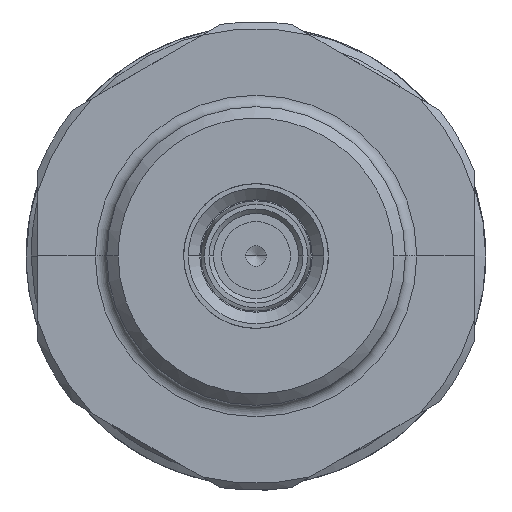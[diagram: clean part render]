
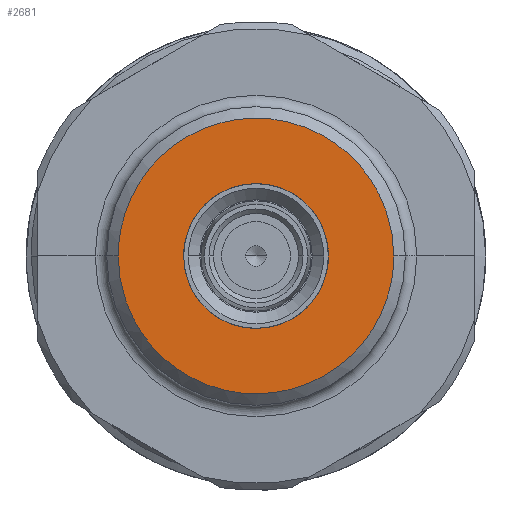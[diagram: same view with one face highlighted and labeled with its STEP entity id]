
A CAD part, left-side view. The second image highlights one B-rep face of the part: STEP entity #2681.
In plain terms, the highlighted planar face has unit normal (-1, 0, 0).
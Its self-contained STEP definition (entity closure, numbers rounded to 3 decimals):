
#70 = DIRECTION ( 'NONE',  ( 1., 0., 0. ) ) ;
#81 = CARTESIAN_POINT ( 'NONE',  ( -23., 1.936, -2.519 ) ) ;
#175 = PLANE ( 'NONE',  #3043 ) ;
#300 = CARTESIAN_POINT ( 'NONE',  ( -23., -1.552, 5.847 ) ) ;
#315 = CARTESIAN_POINT ( 'NONE',  ( -23., -3.15, 0.412 ) ) ;
#467 = CARTESIAN_POINT ( 'NONE',  ( -23., -0.788, 6. ) ) ;
#571 = CARTESIAN_POINT ( 'NONE',  ( -23., 3.686, -4.8 ) ) ;
#669 = VERTEX_POINT ( 'NONE', #4939 ) ;
#842 = FACE_BOUND ( 'NONE', #8744, .T. ) ;
#851 = CARTESIAN_POINT ( 'NONE',  ( -23., -2.752, -1.586 ) ) ;
#1110 = ORIENTED_EDGE ( 'NONE', *, *, #7660, .F. ) ;
#1179 = CARTESIAN_POINT ( 'NONE',  ( -23., -4.799, 3.686 ) ) ;
#1194 = CARTESIAN_POINT ( 'NONE',  ( -23., -0.412, 3.15 ) ) ;
#1295 = CARTESIAN_POINT ( 'NONE',  ( -23., 3.686, 4.8 ) ) ;
#1348 = CARTESIAN_POINT ( 'NONE',  ( -23., 3.15, 0. ) ) ;
#1553 = CARTESIAN_POINT ( 'NONE',  ( -23., -3.686, -4.799 ) ) ;
#1566 = CARTESIAN_POINT ( 'NONE',  ( -23., 3.068, 0.825 ) ) ;
#1785 = CARTESIAN_POINT ( 'NONE',  ( -23., 3.068, -0.825 ) ) ;
#1836 = EDGE_CURVE ( 'NONE', #6485, #3419, #10464, .T. ) ;
#1888 = CARTESIAN_POINT ( 'NONE',  ( -23., -1.586, -2.752 ) ) ;
#2006 = CARTESIAN_POINT ( 'NONE',  ( -23., 3.037, 5.231 ) ) ;
#2019 = CARTESIAN_POINT ( 'NONE',  ( -23., -0.825, 3.068 ) ) ;
#2173 = CARTESIAN_POINT ( 'NONE',  ( -23., -6., 0.788 ) ) ;
#2344 = CARTESIAN_POINT ( 'NONE',  ( -23., 3.15, 0.412 ) ) ;
#2524 = B_SPLINE_CURVE_WITH_KNOTS ( 'NONE', 3,
 ( #3972, #4021, #8962, #7314, #6495, #571, #4134, #9996, #4743, #5733, #9836, #10662, #1553, #9068, #4082, #6448, #8913, #7362 ),
 .UNSPECIFIED., .F., .F.,
 ( 4, 2, 2, 2, 2, 2, 2, 2, 4 ),
 ( 0.5, 0.562, 0.625, 0.687, 0.75, 0.812, 0.875, 0.938, 1. ),
 .UNSPECIFIED. ) ;
#2553 = CARTESIAN_POINT ( 'NONE',  ( -23., -0.412, -3.15 ) ) ;
#2681 = ADVANCED_FACE ( 'NONE', ( #842, #7697 ), #175, .F. ) ;
#2710 = CARTESIAN_POINT ( 'NONE',  ( -23., 0.825, -3.068 ) ) ;
#2882 = CARTESIAN_POINT ( 'NONE',  ( -23., 6., 0.788 ) ) ;
#2989 = CARTESIAN_POINT ( 'NONE',  ( -23., 1.551, 5.846 ) ) ;
#3043 = AXIS2_PLACEMENT_3D ( 'NONE', #7644, #70, #3368 ) ;
#3113 = CARTESIAN_POINT ( 'NONE',  ( -23., 1.936, 2.519 ) ) ;
#3368 = DIRECTION ( 'NONE',  ( 0., 1., 0. ) ) ;
#3419 = VERTEX_POINT ( 'NONE', #1348 ) ;
#3436 = CARTESIAN_POINT ( 'NONE',  ( -23., 3.15, -0.412 ) ) ;
#3487 = CARTESIAN_POINT ( 'NONE',  ( -23., 2.752, -1.586 ) ) ;
#3524 = CARTESIAN_POINT ( 'NONE',  ( -23., -3.15, 0. ) ) ;
#3666 = CARTESIAN_POINT ( 'NONE',  ( -23., -2.519, 1.936 ) ) ;
#3972 = CARTESIAN_POINT ( 'NONE',  ( -23., 6., 0. ) ) ;
#4021 = CARTESIAN_POINT ( 'NONE',  ( -23., 6., -0.788 ) ) ;
#4080 = CARTESIAN_POINT ( 'NONE',  ( -23., 6., 0. ) ) ;
#4082 = CARTESIAN_POINT ( 'NONE',  ( -23., -5.231, -3.037 ) ) ;
#4134 = CARTESIAN_POINT ( 'NONE',  ( -23., 3.037, -5.231 ) ) ;
#4194 = CARTESIAN_POINT ( 'NONE',  ( -23., -3.15, 0. ) ) ;
#4420 = CARTESIAN_POINT ( 'NONE',  ( -23., -2.519, -1.936 ) ) ;
#4475 = CARTESIAN_POINT ( 'NONE',  ( -23., -6., 0. ) ) ;
#4527 = CARTESIAN_POINT ( 'NONE',  ( -23., 5.847, 1.552 ) ) ;
#4545 = CARTESIAN_POINT ( 'NONE',  ( -23., 0.412, 3.15 ) ) ;
#4743 = CARTESIAN_POINT ( 'NONE',  ( -23., 0.788, -6. ) ) ;
#4939 = CARTESIAN_POINT ( 'NONE',  ( -23., -6., 0. ) ) ;
#5137 = CARTESIAN_POINT ( 'NONE',  ( -23., -3.068, -0.825 ) ) ;
#5242 = CARTESIAN_POINT ( 'NONE',  ( -23., -3.15, -0.412 ) ) ;
#5374 = CARTESIAN_POINT ( 'NONE',  ( -23., -3.068, 0.825 ) ) ;
#5514 = ORIENTED_EDGE ( 'NONE', *, *, #10607, .T. ) ;
#5524 = CARTESIAN_POINT ( 'NONE',  ( -23., 5.231, 3.037 ) ) ;
#5733 = CARTESIAN_POINT ( 'NONE',  ( -23., -0.788, -6. ) ) ;
#6011 = CARTESIAN_POINT ( 'NONE',  ( -23., -1.936, -2.519 ) ) ;
#6175 = CARTESIAN_POINT ( 'NONE',  ( -23., 4.8, 3.686 ) ) ;
#6284 = CARTESIAN_POINT ( 'NONE',  ( -23., 0.788, 6. ) ) ;
#6398 = CARTESIAN_POINT ( 'NONE',  ( -23., -5.232, 3.036 ) ) ;
#6448 = CARTESIAN_POINT ( 'NONE',  ( -23., -5.846, -1.553 ) ) ;
#6485 = VERTEX_POINT ( 'NONE', #3524 ) ;
#6495 = CARTESIAN_POINT ( 'NONE',  ( -23., 4.8, -3.686 ) ) ;
#6741 = EDGE_LOOP ( 'NONE', ( #9583, #5514 ) ) ;
#6774 = CARTESIAN_POINT ( 'NONE',  ( -23., 2.519, -1.936 ) ) ;
#6885 = CARTESIAN_POINT ( 'NONE',  ( -23., 1.586, -2.752 ) ) ;
#7006 = CARTESIAN_POINT ( 'NONE',  ( -23., -1.936, 2.519 ) ) ;
#7103 = B_SPLINE_CURVE_WITH_KNOTS ( 'NONE', 3,
 ( #4475, #2173, #7157, #6398, #1179, #9683, #7820, #300, #467, #6284, #2989, #2006, #1295, #6175, #5524, #4527, #2882, #7983 ),
 .UNSPECIFIED., .F., .F.,
 ( 4, 2, 2, 2, 2, 2, 2, 2, 4 ),
 ( 0., 0.063, 0.125, 0.187, 0.25, 0.312, 0.375, 0.437, 0.5 ),
 .UNSPECIFIED. ) ;
#7157 = CARTESIAN_POINT ( 'NONE',  ( -23., -5.846, 1.553 ) ) ;
#7314 = CARTESIAN_POINT ( 'NONE',  ( -23., 5.231, -3.037 ) ) ;
#7362 = CARTESIAN_POINT ( 'NONE',  ( -23., -6., 0. ) ) ;
#7383 = CARTESIAN_POINT ( 'NONE',  ( -23., 2.519, 1.936 ) ) ;
#7644 = CARTESIAN_POINT ( 'NONE',  ( -23., -6., 0. ) ) ;
#7651 = B_SPLINE_CURVE_WITH_KNOTS ( 'NONE', 3,
 ( #10169, #3436, #1785, #3487, #6774, #81, #6885, #2710, #9463, #2553, #7655, #1888, #6011, #4420, #851, #5137, #5242, #4194 ),
 .UNSPECIFIED., .F., .F.,
 ( 4, 2, 2, 2, 2, 2, 2, 2, 4 ),
 ( 0.5, 0.563, 0.625, 0.688, 0.75, 0.813, 0.875, 0.938, 1. ),
 .UNSPECIFIED. ) ;
#7655 = CARTESIAN_POINT ( 'NONE',  ( -23., -0.825, -3.068 ) ) ;
#7660 = EDGE_CURVE ( 'NONE', #3419, #6485, #7651, .T. ) ;
#7697 = FACE_OUTER_BOUND ( 'NONE', #6741, .T. ) ;
#7820 = CARTESIAN_POINT ( 'NONE',  ( -23., -3.037, 5.231 ) ) ;
#7886 = CARTESIAN_POINT ( 'NONE',  ( -23., 0.825, 3.068 ) ) ;
#7983 = CARTESIAN_POINT ( 'NONE',  ( -23., 6., 0. ) ) ;
#8047 = CARTESIAN_POINT ( 'NONE',  ( -23., -3.15, 0. ) ) ;
#8722 = CARTESIAN_POINT ( 'NONE',  ( -23., -2.752, 1.586 ) ) ;
#8744 = EDGE_LOOP ( 'NONE', ( #9185, #1110 ) ) ;
#8913 = CARTESIAN_POINT ( 'NONE',  ( -23., -6., -0.788 ) ) ;
#8962 = CARTESIAN_POINT ( 'NONE',  ( -23., 5.846, -1.551 ) ) ;
#9068 = CARTESIAN_POINT ( 'NONE',  ( -23., -4.799, -3.686 ) ) ;
#9185 = ORIENTED_EDGE ( 'NONE', *, *, #1836, .F. ) ;
#9446 = VERTEX_POINT ( 'NONE', #4080 ) ;
#9463 = CARTESIAN_POINT ( 'NONE',  ( -23., 0.412, -3.15 ) ) ;
#9583 = ORIENTED_EDGE ( 'NONE', *, *, #10738, .T. ) ;
#9683 = CARTESIAN_POINT ( 'NONE',  ( -23., -3.687, 4.799 ) ) ;
#9836 = CARTESIAN_POINT ( 'NONE',  ( -23., -1.551, -5.846 ) ) ;
#9857 = CARTESIAN_POINT ( 'NONE',  ( -23., 1.586, 2.752 ) ) ;
#9910 = CARTESIAN_POINT ( 'NONE',  ( -23., 3.15, 0. ) ) ;
#9996 = CARTESIAN_POINT ( 'NONE',  ( -23., 1.552, -5.847 ) ) ;
#10169 = CARTESIAN_POINT ( 'NONE',  ( -23., 3.15, 0. ) ) ;
#10351 = CARTESIAN_POINT ( 'NONE',  ( -23., -1.586, 2.752 ) ) ;
#10464 = B_SPLINE_CURVE_WITH_KNOTS ( 'NONE', 3,
 ( #8047, #315, #5374, #8722, #3666, #7006, #10351, #2019, #1194, #4545, #7886, #9857, #3113, #7383, #10675, #1566, #2344, #9910 ),
 .UNSPECIFIED., .F., .F.,
 ( 4, 2, 2, 2, 2, 2, 2, 2, 4 ),
 ( 0., 0.063, 0.125, 0.187, 0.25, 0.313, 0.375, 0.438, 0.5 ),
 .UNSPECIFIED. ) ;
#10607 = EDGE_CURVE ( 'NONE', #669, #9446, #7103, .T. ) ;
#10662 = CARTESIAN_POINT ( 'NONE',  ( -23., -3.037, -5.231 ) ) ;
#10675 = CARTESIAN_POINT ( 'NONE',  ( -23., 2.752, 1.586 ) ) ;
#10738 = EDGE_CURVE ( 'NONE', #9446, #669, #2524, .T. ) ;
